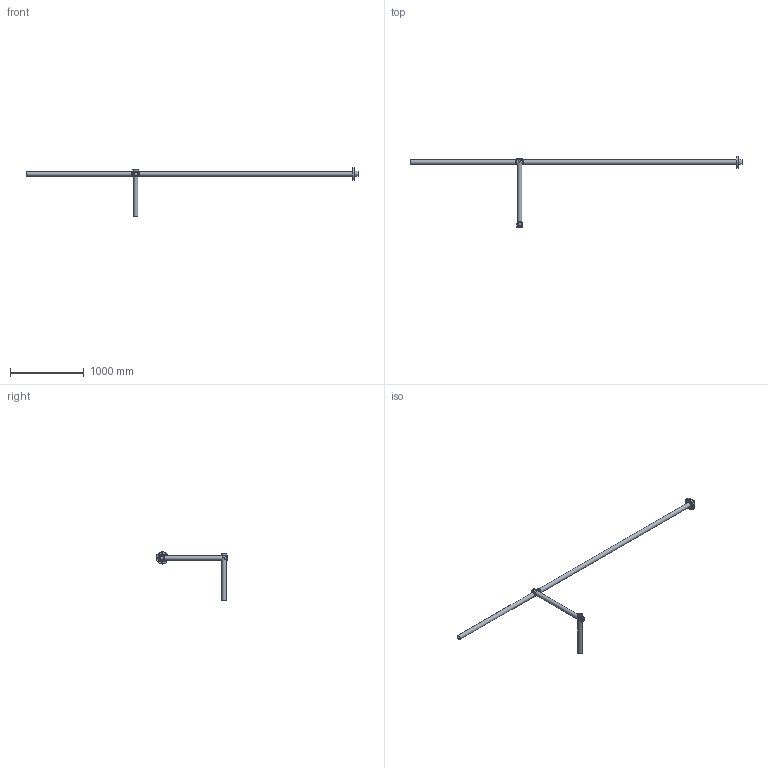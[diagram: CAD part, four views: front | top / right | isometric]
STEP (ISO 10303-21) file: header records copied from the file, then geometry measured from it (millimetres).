
FILE_DESCRIPTION(('Open CASCADE Model'),'2;1');
FILE_NAME('Open CASCADE Shape Model','2025-12-14T05:25:46',('Author'),( 'Open CASCADE'),'Open CASCADE STEP processor 7.8','Open CASCADE 7.8' ,'Unknown');
FILE_SCHEMA(('AUTOMOTIVE_DESIGN { 1 0 10303 214 1 1 1 1 }'));
Length unit declared in the file: millimetre
Products named in the file (8): Open CASCADE STEP translator 7.8 1; Open CASCADE STEP translator 7.8 1.1; Open CASCADE STEP translator 7.8 1.2; Open CASCADE STEP translator 7.8 1.3; Open CASCADE STEP translator 7.8 1.4; Open CASCADE STEP translator 7.8 1.5; Open CASCADE STEP translator 7.8 1.6; Open CASCADE STEP translator 7.8 1.7
Assembly tree (7 placements, depth 2):
  Open CASCADE STEP translator 7.8 1
    Open CASCADE STEP translator 7.8 1.1
    Open CASCADE STEP translator 7.8 1.2
    Open CASCADE STEP translator 7.8 1.3
    Open CASCADE STEP translator 7.8 1.4
    Open CASCADE STEP translator 7.8 1.5
    Open CASCADE STEP translator 7.8 1.6
    Open CASCADE STEP translator 7.8 1.7
Bounding box: 4496 x 974.95 x 654.15 mm (x, y, z)
Volume: 6570253.2 mm3; surface area: 2291033.4 mm2
Topology: 7 solids, 7 shells, 72 faces, 136 edges, 85 vertices
Faces by surface type: cylinder 40, plane 29, sphere 2, cone 1
Full cylindrical faces by diameter (mm): 19.05 x8, 49.22 x4, 51.7 x4, 52.578 x1, 60.3 x4, 61.45 x5, 62.8 x4, 75.31 x5, 91.948 x1, 165.1 x1
Entity records: 3957 total; most frequent: CARTESIAN_POINT 909, DIRECTION 597, ORIENTED_EDGE 264, PCURVE 264, DEFINITIONAL_REPRESENTATION 264, LINE 206, VECTOR 206, AXIS2_PLACEMENT_3D 169
